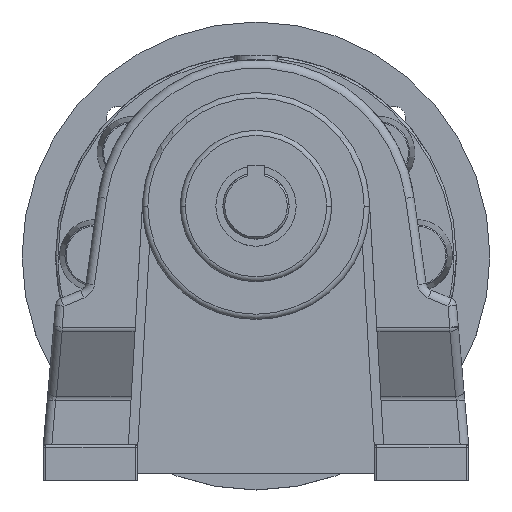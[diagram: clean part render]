
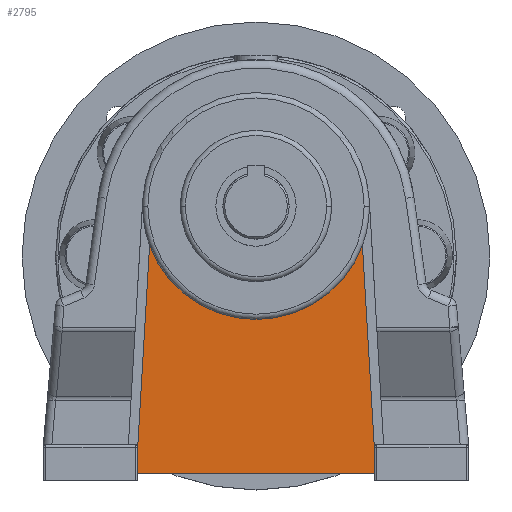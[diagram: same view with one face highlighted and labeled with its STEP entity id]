
A CAD part, top view. The second image highlights one B-rep face of the part: STEP entity #2795.
In plain terms, the highlighted planar face has unit normal (0, 0, 1).
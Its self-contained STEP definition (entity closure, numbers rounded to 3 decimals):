
#425 = VERTEX_POINT ( 'NONE', #3992 ) ;
#546 = VECTOR ( 'NONE', #7806, 1000. ) ;
#1047 = ORIENTED_EDGE ( 'NONE', *, *, #7470, .T. ) ;
#1126 = CARTESIAN_POINT ( 'NONE',  ( -45.053, -16.561, -10.458 ) ) ;
#1152 = PLANE ( 'NONE',  #3094 ) ;
#1363 = VERTEX_POINT ( 'NONE', #7179 ) ;
#1691 = CARTESIAN_POINT ( 'NONE',  ( -50., -113., -10.458 ) ) ;
#2178 = EDGE_CURVE ( 'NONE', #5459, #3484, #6581, .T. ) ;
#2211 = CARTESIAN_POINT ( 'NONE',  ( 50., -113., -10.458 ) ) ;
#2395 = EDGE_CURVE ( 'NONE', #425, #4141, #5668, .T. ) ;
#2452 = EDGE_CURVE ( 'NONE', #4141, #5903, #8293, .T. ) ;
#2495 = FACE_OUTER_BOUND ( 'NONE', #6471, .T. ) ;
#2795 = ADVANCED_FACE ( 'NONE', ( #2495 ), #1152, .T. ) ;
#2921 = CARTESIAN_POINT ( 'NONE',  ( 0., 0., -10.458 ) ) ;
#2960 = CIRCLE ( 'NONE', #7048, 48. ) ;
#3051 = DIRECTION ( 'NONE',  ( 0., -1., 0. ) ) ;
#3061 = DIRECTION ( 'NONE',  ( 1., 0., 0. ) ) ;
#3094 = AXIS2_PLACEMENT_3D ( 'NONE', #7516, #5691, #3128 ) ;
#3128 = DIRECTION ( 'NONE',  ( 1., 0., 0. ) ) ;
#3331 = CARTESIAN_POINT ( 'NONE',  ( 50., -113., -10.458 ) ) ;
#3360 = CARTESIAN_POINT ( 'NONE',  ( 50., -101., -10.458 ) ) ;
#3472 = CARTESIAN_POINT ( 'NONE',  ( 50., -101., -10.458 ) ) ;
#3481 = DIRECTION ( 'NONE',  ( 1., 0., 0. ) ) ;
#3484 = VERTEX_POINT ( 'NONE', #3472 ) ;
#3565 = DIRECTION ( 'NONE',  ( 0., 0., -1. ) ) ;
#3992 = CARTESIAN_POINT ( 'NONE',  ( -45.053, -16.561, -10.458 ) ) ;
#4141 = VERTEX_POINT ( 'NONE', #7412 ) ;
#4606 = ORIENTED_EDGE ( 'NONE', *, *, #2178, .T. ) ;
#5011 = ORIENTED_EDGE ( 'NONE', *, *, #6636, .T. ) ;
#5459 = VERTEX_POINT ( 'NONE', #2211 ) ;
#5668 = LINE ( 'NONE', #1126, #6574 ) ;
#5691 = DIRECTION ( 'NONE',  ( 0., 0., 1. ) ) ;
#5724 = ORIENTED_EDGE ( 'NONE', *, *, #6394, .T. ) ;
#5903 = VERTEX_POINT ( 'NONE', #7881 ) ;
#6394 = EDGE_CURVE ( 'NONE', #1363, #425, #2960, .T. ) ;
#6438 = ORIENTED_EDGE ( 'NONE', *, *, #2452, .T. ) ;
#6471 = EDGE_LOOP ( 'NONE', ( #6438, #1047, #4606, #5011, #5724, #7694 ) ) ;
#6532 = LINE ( 'NONE', #3360, #546 ) ;
#6556 = DIRECTION ( 'NONE',  ( 0., 1., 0. ) ) ;
#6574 = VECTOR ( 'NONE', #8207, 1000. ) ;
#6581 = LINE ( 'NONE', #3331, #7070 ) ;
#6636 = EDGE_CURVE ( 'NONE', #3484, #1363, #6532, .T. ) ;
#7048 = AXIS2_PLACEMENT_3D ( 'NONE', #2921, #3565, #3481 ) ;
#7070 = VECTOR ( 'NONE', #6556, 1000. ) ;
#7093 = VECTOR ( 'NONE', #3061, 1000. ) ;
#7179 = CARTESIAN_POINT ( 'NONE',  ( 45.053, -16.561, -10.458 ) ) ;
#7412 = CARTESIAN_POINT ( 'NONE',  ( -50., -101., -10.458 ) ) ;
#7470 = EDGE_CURVE ( 'NONE', #5903, #5459, #8217, .T. ) ;
#7516 = CARTESIAN_POINT ( 'NONE',  ( 0., 0., -10.458 ) ) ;
#7550 = CARTESIAN_POINT ( 'NONE',  ( -50., -101., -10.458 ) ) ;
#7694 = ORIENTED_EDGE ( 'NONE', *, *, #2395, .T. ) ;
#7806 = DIRECTION ( 'NONE',  ( -0.058, 0.998, 0. ) ) ;
#7881 = CARTESIAN_POINT ( 'NONE',  ( -50., -113., -10.458 ) ) ;
#8083 = VECTOR ( 'NONE', #3051, 1000. ) ;
#8207 = DIRECTION ( 'NONE',  ( -0.058, -0.998, 0. ) ) ;
#8217 = LINE ( 'NONE', #1691, #7093 ) ;
#8293 = LINE ( 'NONE', #7550, #8083 ) ;
